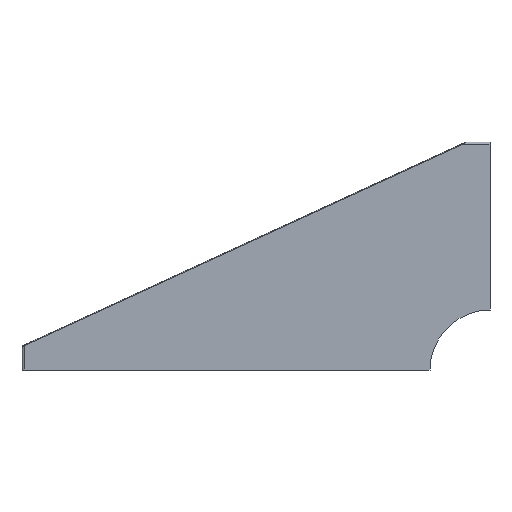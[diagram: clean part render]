
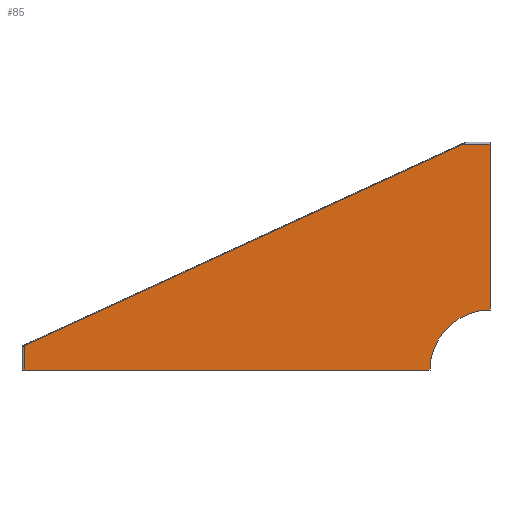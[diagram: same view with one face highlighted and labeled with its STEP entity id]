
A CAD part, left-side view. The second image highlights one B-rep face of the part: STEP entity #85.
In plain terms, the highlighted planar face has unit normal (-1, 0, 0).
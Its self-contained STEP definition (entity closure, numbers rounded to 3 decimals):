
#39 = DIRECTION ( 'NONE',  ( -1., 0., 0. ) ) ;
#85 = ADVANCED_FACE ( 'NONE', ( #4045 ), #1789, .T. ) ;
#100 = LINE ( 'NONE', #1790, #2451 ) ;
#210 = EDGE_CURVE ( 'NONE', #2635, #518, #362, .T. ) ;
#260 = VECTOR ( 'NONE', #822, 1000. ) ;
#280 = CARTESIAN_POINT ( 'NONE',  ( -28., 0., 56.4 ) ) ;
#334 = CARTESIAN_POINT ( 'NONE',  ( -28., 0., 56.4 ) ) ;
#362 = LINE ( 'NONE', #3486, #3451 ) ;
#421 = EDGE_CURVE ( 'NONE', #518, #1267, #1350, .T. ) ;
#503 = DIRECTION ( 'NONE',  ( -1., 0., 0. ) ) ;
#518 = VERTEX_POINT ( 'NONE', #3900 ) ;
#544 = CARTESIAN_POINT ( 'NONE',  ( -28., 116.4, 0. ) ) ;
#549 = EDGE_CURVE ( 'NONE', #1321, #2675, #1782, .T. ) ;
#634 = CARTESIAN_POINT ( 'NONE',  ( -28., 116.4, 6.052 ) ) ;
#822 = DIRECTION ( 'NONE',  ( 0., 1., 0. ) ) ;
#1012 = ORIENTED_EDGE ( 'NONE', *, *, #2972, .F. ) ;
#1048 = DIRECTION ( 'NONE',  ( 0., 0., -1. ) ) ;
#1076 = AXIS2_PLACEMENT_3D ( 'NONE', #2426, #503, #2742 ) ;
#1227 = ORIENTED_EDGE ( 'NONE', *, *, #3147, .F. ) ;
#1267 = VERTEX_POINT ( 'NONE', #634 ) ;
#1321 = VERTEX_POINT ( 'NONE', #334 ) ;
#1350 = CIRCLE ( 'NONE', #1076, 0.8 ) ;
#1370 = CARTESIAN_POINT ( 'NONE',  ( -28., 15., 0. ) ) ;
#1438 = DIRECTION ( 'NONE',  ( 0., 0., 1. ) ) ;
#1455 = DIRECTION ( 'NONE',  ( -1., 0., 0. ) ) ;
#1545 = AXIS2_PLACEMENT_3D ( 'NONE', #2491, #1455, #1438 ) ;
#1684 = CIRCLE ( 'NONE', #3937, 15. ) ;
#1782 = LINE ( 'NONE', #2986, #3499 ) ;
#1789 = PLANE ( 'NONE',  #1545 ) ;
#1790 = CARTESIAN_POINT ( 'NONE',  ( -28., 15., 0. ) ) ;
#1867 = CARTESIAN_POINT ( 'NONE',  ( -28., 0., 15. ) ) ;
#1941 = CARTESIAN_POINT ( 'NONE',  ( -28., 0., 0. ) ) ;
#1952 = LINE ( 'NONE', #280, #260 ) ;
#1964 = EDGE_CURVE ( 'NONE', #1321, #2635, #1952, .T. ) ;
#2002 = LINE ( 'NONE', #4029, #2963 ) ;
#2098 = EDGE_CURVE ( 'NONE', #1267, #3301, #2002, .T. ) ;
#2125 = DIRECTION ( 'NONE',  ( 0., 1., 0. ) ) ;
#2152 = DIRECTION ( 'NONE',  ( 0., 0., -1. ) ) ;
#2275 = DIRECTION ( 'NONE',  ( 0., 0., 1. ) ) ;
#2412 = VERTEX_POINT ( 'NONE', #1370 ) ;
#2426 = CARTESIAN_POINT ( 'NONE',  ( -28., 116., 5.359 ) ) ;
#2451 = VECTOR ( 'NONE', #2125, 1000. ) ;
#2491 = CARTESIAN_POINT ( 'NONE',  ( -28., 0., 0. ) ) ;
#2498 = CARTESIAN_POINT ( 'NONE',  ( -28., 6.827, 56.4 ) ) ;
#2635 = VERTEX_POINT ( 'NONE', #2498 ) ;
#2675 = VERTEX_POINT ( 'NONE', #1867 ) ;
#2710 = ORIENTED_EDGE ( 'NONE', *, *, #421, .T. ) ;
#2742 = DIRECTION ( 'NONE',  ( 0., 0., 1. ) ) ;
#2857 = DIRECTION ( 'NONE',  ( 0., 0.909, -0.418 ) ) ;
#2936 = ORIENTED_EDGE ( 'NONE', *, *, #210, .T. ) ;
#2963 = VECTOR ( 'NONE', #2152, 1000. ) ;
#2970 = ORIENTED_EDGE ( 'NONE', *, *, #2098, .T. ) ;
#2972 = EDGE_CURVE ( 'NONE', #2675, #2412, #1684, .T. ) ;
#2986 = CARTESIAN_POINT ( 'NONE',  ( -28., 0., 57. ) ) ;
#3021 = EDGE_LOOP ( 'NONE', ( #2936, #2710, #2970, #1227, #1012, #3544, #3263 ) ) ;
#3147 = EDGE_CURVE ( 'NONE', #2412, #3301, #100, .T. ) ;
#3263 = ORIENTED_EDGE ( 'NONE', *, *, #1964, .T. ) ;
#3301 = VERTEX_POINT ( 'NONE', #544 ) ;
#3451 = VECTOR ( 'NONE', #2857, 1000. ) ;
#3486 = CARTESIAN_POINT ( 'NONE',  ( -28., 22.587, 49.159 ) ) ;
#3499 = VECTOR ( 'NONE', #1048, 1000. ) ;
#3544 = ORIENTED_EDGE ( 'NONE', *, *, #549, .F. ) ;
#3900 = CARTESIAN_POINT ( 'NONE',  ( -28., 116.334, 6.086 ) ) ;
#3937 = AXIS2_PLACEMENT_3D ( 'NONE', #1941, #39, #2275 ) ;
#4029 = CARTESIAN_POINT ( 'NONE',  ( -28., 116.4, 0. ) ) ;
#4045 = FACE_OUTER_BOUND ( 'NONE', #3021, .T. ) ;
